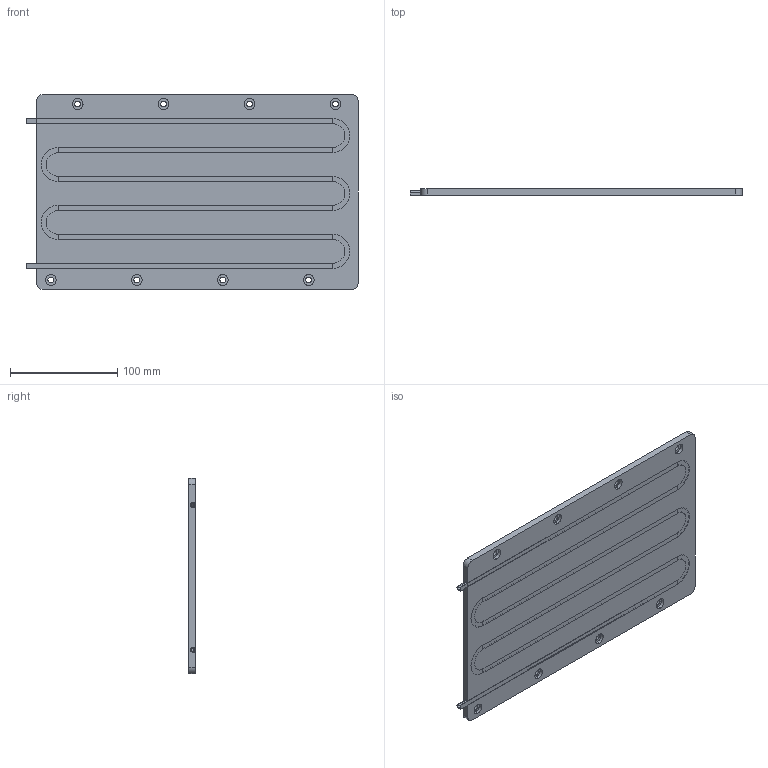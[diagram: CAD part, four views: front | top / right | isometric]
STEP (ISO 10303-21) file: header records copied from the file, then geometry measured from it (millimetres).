
FILE_DESCRIPTION (( 'STEP AP203' ), '1' );
FILE_NAME ('ColdPlate1Step.STEP', '2024-09-07T01:20:57', ( '' ), ( '' ), 'SwSTEP 2.0', 'SolidWorks 2024', '' );
FILE_SCHEMA (( 'CONFIG_CONTROL_DESIGN' ));
Length unit declared in the file: millimetre
Products named in the file (1): ColdPlate1Step
Bounding box: 310 x 6 x 182.3 mm (x, y, z)
Volume: 311148.1 mm3; surface area: 176829.3 mm2
Topology: 2 solids, 2 shells, 182 faces, 402 edges, 232 vertices
Faces by surface type: cylinder 86, plane 81, torus 15
Entity records: 5043 total; most frequent: DIRECTION 938, CARTESIAN_POINT 817, ORIENTED_EDGE 804, EDGE_CURVE 402, AXIS2_PLACEMENT_3D 353, VERTEX_POINT 232, LINE 232, VECTOR 232
